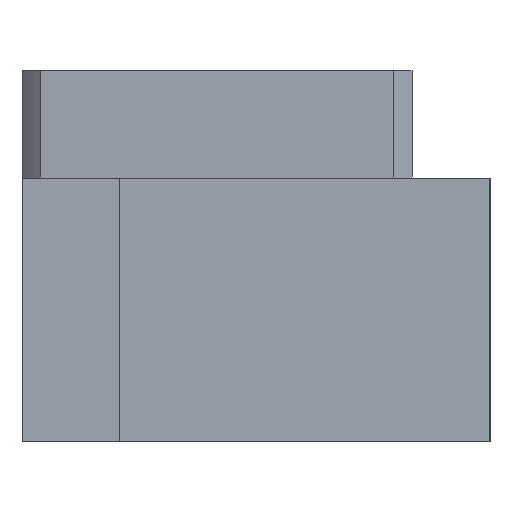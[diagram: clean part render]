
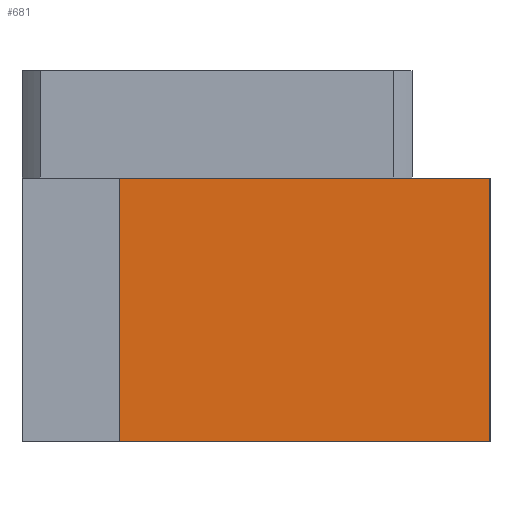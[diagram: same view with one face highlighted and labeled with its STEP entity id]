
A CAD part, left-side view. The second image highlights one B-rep face of the part: STEP entity #681.
In plain terms, the highlighted planar face has unit normal (-1, 0, 0).
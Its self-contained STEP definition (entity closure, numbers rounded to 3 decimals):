
#509 = DIRECTION ( 'NONE',  ( 0., -1., 0. ) ) ;
#681 = ADVANCED_FACE ( 'NONE', ( #3521 ), #2747, .F. ) ;
#754 = CARTESIAN_POINT ( 'NONE',  ( -35., 0., -13.5 ) ) ;
#866 = VECTOR ( 'NONE', #2981, 1000. ) ;
#916 = ORIENTED_EDGE ( 'NONE', *, *, #3071, .T. ) ;
#979 = CARTESIAN_POINT ( 'NONE',  ( -35., 38., 13.5 ) ) ;
#1027 = DIRECTION ( 'NONE',  ( 0., 0., -1. ) ) ;
#1236 = VERTEX_POINT ( 'NONE', #754 ) ;
#1304 = EDGE_CURVE ( 'NONE', #3492, #2817, #1525, .T. ) ;
#1482 = CARTESIAN_POINT ( 'NONE',  ( -35., 0., -13.5 ) ) ;
#1525 = LINE ( 'NONE', #3232, #866 ) ;
#1529 = ORIENTED_EDGE ( 'NONE', *, *, #1304, .T. ) ;
#1619 = VECTOR ( 'NONE', #509, 1000. ) ;
#1628 = DIRECTION ( 'NONE',  ( 0., -1., 0. ) ) ;
#1683 = DIRECTION ( 'NONE',  ( 0., 0., -1. ) ) ;
#1710 = LINE ( 'NONE', #3803, #3068 ) ;
#1729 = DIRECTION ( 'NONE',  ( 1., 0., 0. ) ) ;
#1821 = ORIENTED_EDGE ( 'NONE', *, *, #4366, .F. ) ;
#1876 = VERTEX_POINT ( 'NONE', #2779 ) ;
#1925 = LINE ( 'NONE', #2648, #2348 ) ;
#2348 = VECTOR ( 'NONE', #1628, 1000. ) ;
#2426 = CARTESIAN_POINT ( 'NONE',  ( -35., 0., 13.5 ) ) ;
#2648 = CARTESIAN_POINT ( 'NONE',  ( -35., 0., 13.5 ) ) ;
#2747 = PLANE ( 'NONE',  #3227 ) ;
#2779 = CARTESIAN_POINT ( 'NONE',  ( -35., 0., 13.5 ) ) ;
#2817 = VERTEX_POINT ( 'NONE', #4331 ) ;
#2981 = DIRECTION ( 'NONE',  ( 0., 0., -1. ) ) ;
#3036 = ORIENTED_EDGE ( 'NONE', *, *, #3538, .F. ) ;
#3068 = VECTOR ( 'NONE', #1683, 1000. ) ;
#3071 = EDGE_CURVE ( 'NONE', #2817, #1236, #3603, .T. ) ;
#3227 = AXIS2_PLACEMENT_3D ( 'NONE', #2426, #1729, #1027 ) ;
#3232 = CARTESIAN_POINT ( 'NONE',  ( -35., 38., 13.5 ) ) ;
#3492 = VERTEX_POINT ( 'NONE', #979 ) ;
#3521 = FACE_OUTER_BOUND ( 'NONE', #4295, .T. ) ;
#3538 = EDGE_CURVE ( 'NONE', #3492, #1876, #1925, .T. ) ;
#3603 = LINE ( 'NONE', #1482, #1619 ) ;
#3803 = CARTESIAN_POINT ( 'NONE',  ( -35., 0., 13.5 ) ) ;
#4295 = EDGE_LOOP ( 'NONE', ( #916, #1821, #3036, #1529 ) ) ;
#4331 = CARTESIAN_POINT ( 'NONE',  ( -35., 38., -13.5 ) ) ;
#4366 = EDGE_CURVE ( 'NONE', #1876, #1236, #1710, .T. ) ;
